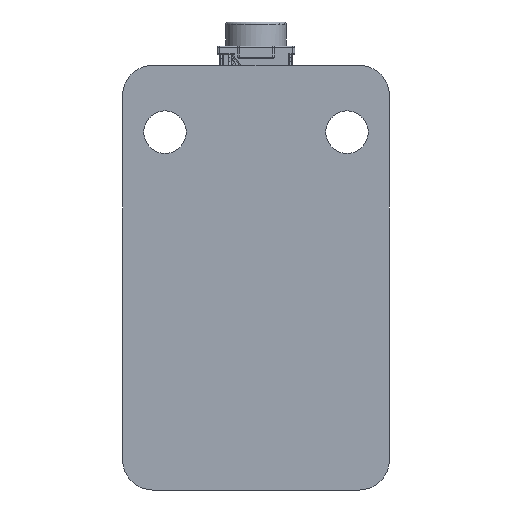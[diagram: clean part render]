
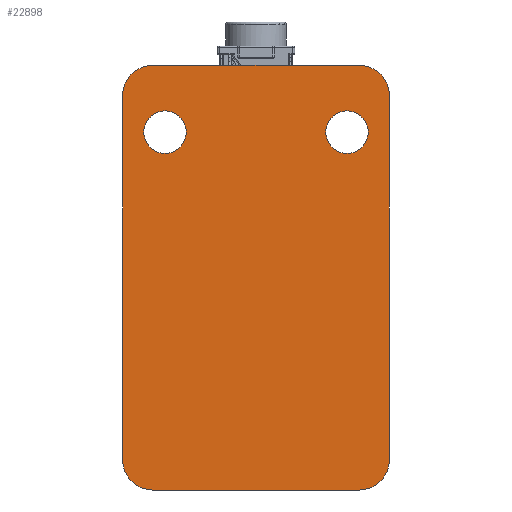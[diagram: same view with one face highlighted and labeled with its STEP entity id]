
A CAD part, front view. The second image highlights one B-rep face of the part: STEP entity #22898.
In plain terms, the highlighted planar face has unit normal (0, -1, 0).
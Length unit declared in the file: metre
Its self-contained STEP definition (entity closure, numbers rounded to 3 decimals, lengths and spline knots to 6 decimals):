
#598=PLANE('',#26999);
#1979=LINE('',#42211,#3710);
#1983=LINE('',#42223,#3714);
#1987=LINE('',#42235,#3718);
#1991=LINE('',#42257,#3722);
#3710=VECTOR('',#33404,1.);
#3714=VECTOR('',#33416,1.);
#3718=VECTOR('',#33428,1.);
#3722=VECTOR('',#33452,1.);
#10863=ORIENTED_EDGE('',*,*,#14814,.F.);
#10864=ORIENTED_EDGE('',*,*,#14812,.T.);
#10865=ORIENTED_EDGE('',*,*,#14789,.F.);
#10866=ORIENTED_EDGE('',*,*,#14815,.F.);
#10867=ORIENTED_EDGE('',*,*,#14808,.T.);
#10868=ORIENTED_EDGE('',*,*,#14805,.F.);
#10869=ORIENTED_EDGE('',*,*,#14802,.F.);
#10870=ORIENTED_EDGE('',*,*,#14799,.T.);
#10871=ORIENTED_EDGE('',*,*,#14796,.T.);
#10872=ORIENTED_EDGE('',*,*,#14793,.F.);
#14789=EDGE_CURVE('',#16999,#17000,#18776,.T.);
#14793=EDGE_CURVE('',#17000,#17003,#1979,.T.);
#14796=EDGE_CURVE('',#17005,#17003,#18778,.T.);
#14799=EDGE_CURVE('',#17007,#17005,#1983,.T.);
#14802=EDGE_CURVE('',#17007,#17009,#18780,.T.);
#14805=EDGE_CURVE('',#17009,#17011,#1987,.T.);
#14808=EDGE_CURVE('',#17013,#17011,#18782,.T.);
#14812=EDGE_CURVE('',#17016,#17016,#18785,.T.);
#14814=EDGE_CURVE('',#17018,#17018,#18787,.T.);
#14815=EDGE_CURVE('',#17013,#16999,#1991,.T.);
#16999=VERTEX_POINT('',#42203);
#17000=VERTEX_POINT('',#42204);
#17003=VERTEX_POINT('',#42212);
#17005=VERTEX_POINT('',#42218);
#17007=VERTEX_POINT('',#42224);
#17009=VERTEX_POINT('',#42230);
#17011=VERTEX_POINT('',#42236);
#17013=VERTEX_POINT('',#42242);
#17016=VERTEX_POINT('',#42250);
#17018=VERTEX_POINT('',#42255);
#18776=CIRCLE('',#26977,0.0025);
#18778=CIRCLE('',#26981,0.0025);
#18780=CIRCLE('',#26985,0.0025);
#18782=CIRCLE('',#26989,0.0025);
#18785=CIRCLE('',#26993,0.00175);
#18787=CIRCLE('',#26996,0.00175);
#20025=EDGE_LOOP('',(#10863));
#20026=EDGE_LOOP('',(#10864));
#20027=EDGE_LOOP('',(#10865,#10866,#10867,#10868,#10869,#10870,#10871,#10872));
#21447=FACE_BOUND('',#20025,.T.);
#21448=FACE_BOUND('',#20026,.T.);
#21449=FACE_BOUND('',#20027,.T.);
#22898=ADVANCED_FACE('',(#21447,#21448,#21449),#598,.F.);
#26977=AXIS2_PLACEMENT_3D('',#42202,#33396,#33397);
#26981=AXIS2_PLACEMENT_3D('',#42217,#33409,#33410);
#26985=AXIS2_PLACEMENT_3D('',#42229,#33421,#33422);
#26989=AXIS2_PLACEMENT_3D('',#42241,#33433,#33434);
#26993=AXIS2_PLACEMENT_3D('',#42249,#33442,#33443);
#26996=AXIS2_PLACEMENT_3D('',#42254,#33448,#33449);
#26999=AXIS2_PLACEMENT_3D('',#42260,#33456,#33457);
#33396=DIRECTION('',(0.,1.,0.));
#33397=DIRECTION('',(1.,0.,0.));
#33404=DIRECTION('',(1.,0.,0.));
#33409=DIRECTION('',(0.,-1.,0.));
#33410=DIRECTION('',(1.,0.,0.));
#33416=DIRECTION('',(0.,0.,1.));
#33421=DIRECTION('',(0.,1.,0.));
#33422=DIRECTION('',(1.,0.,0.));
#33428=DIRECTION('',(-1.,0.,0.));
#33433=DIRECTION('',(0.,-1.,0.));
#33434=DIRECTION('',(1.,0.,0.));
#33442=DIRECTION('',(0.,1.,0.));
#33443=DIRECTION('',(1.,0.,0.));
#33448=DIRECTION('',(0.,-1.,0.));
#33449=DIRECTION('',(1.,0.,0.));
#33452=DIRECTION('',(0.,0.,1.));
#33456=DIRECTION('',(0.,1.,0.));
#33457=DIRECTION('',(1.,0.,0.));
#42202=CARTESIAN_POINT('',(-0.0085,0.,0.015));
#42203=CARTESIAN_POINT('',(-0.011,0.,0.015));
#42204=CARTESIAN_POINT('',(-0.0085,0.,0.0175));
#42211=CARTESIAN_POINT('',(-0.00425,0.,0.0175));
#42212=CARTESIAN_POINT('',(0.0085,0.,0.0175));
#42217=CARTESIAN_POINT('',(0.0085,0.,0.015));
#42218=CARTESIAN_POINT('',(0.011,0.,0.015));
#42223=CARTESIAN_POINT('',(0.011,0.,0.));
#42224=CARTESIAN_POINT('',(0.011,0.,-0.015));
#42229=CARTESIAN_POINT('',(0.0085,0.,-0.015));
#42230=CARTESIAN_POINT('',(0.0085,0.,-0.0175));
#42235=CARTESIAN_POINT('',(0.00425,0.,-0.0175));
#42236=CARTESIAN_POINT('',(-0.0085,0.,-0.0175));
#42241=CARTESIAN_POINT('',(-0.0085,0.,-0.015));
#42242=CARTESIAN_POINT('',(-0.011,0.,-0.015));
#42249=CARTESIAN_POINT('',(-0.0075,0.,-0.012));
#42250=CARTESIAN_POINT('',(-0.00575,0.,-0.012));
#42254=CARTESIAN_POINT('',(0.0075,0.,-0.012));
#42255=CARTESIAN_POINT('',(0.00925,0.,-0.012));
#42257=CARTESIAN_POINT('',(-0.011,0.,0.));
#42260=CARTESIAN_POINT('',(-0.014152,0.,-0.007459));
